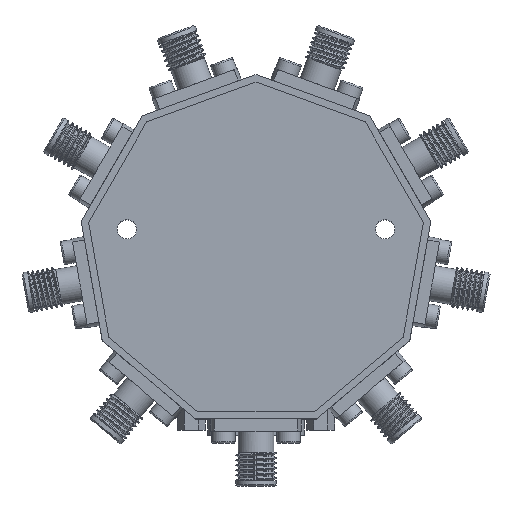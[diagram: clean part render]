
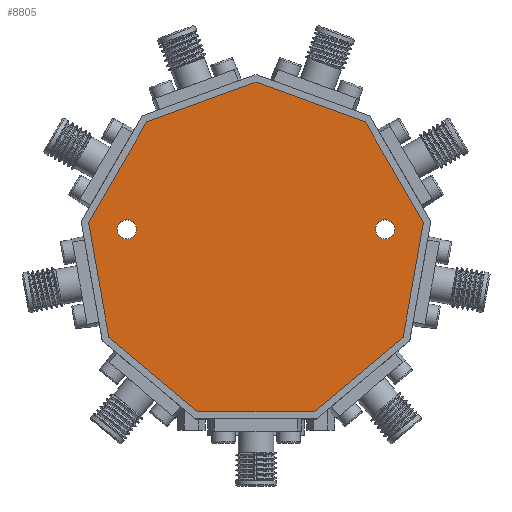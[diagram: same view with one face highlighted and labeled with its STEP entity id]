
A CAD part, top view. The second image highlights one B-rep face of the part: STEP entity #8805.
In plain terms, the highlighted planar face has unit normal (0, 0, 1).
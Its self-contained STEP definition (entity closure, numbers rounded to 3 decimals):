
#874 = DIRECTION ( 'NONE',  ( 1., 0., 0. ) ) ;
#1645 = DIRECTION ( 'NONE',  ( 0., 0., 1. ) ) ;
#2832 = VERTEX_POINT ( 'NONE', #35613 ) ;
#3511 = VECTOR ( 'NONE', #40351, 1000. ) ;
#3822 = CIRCLE ( 'NONE', #36573, 1.35 ) ;
#4993 = EDGE_CURVE ( 'NONE', #15307, #7241, #30149, .T. ) ;
#5110 = DIRECTION ( 'NONE',  ( 0., 0., 1. ) ) ;
#5466 = EDGE_CURVE ( 'NONE', #56371, #35443, #36377, .T. ) ;
#5511 = EDGE_CURVE ( 'NONE', #15608, #27335, #46041, .T. ) ;
#5613 = CARTESIAN_POINT ( 'NONE',  ( -4.953, 9.311, 16. ) ) ;
#7241 = VERTEX_POINT ( 'NONE', #29844 ) ;
#7374 = VERTEX_POINT ( 'NONE', #44666 ) ;
#7590 = ORIENTED_EDGE ( 'NONE', *, *, #5466, .T. ) ;
#8474 = DIRECTION ( 'NONE',  ( 1., 0., 0. ) ) ;
#8805 = ADVANCED_FACE ( 'NONE', ( #27747, #32861, #24036 ), #45436, .T. ) ;
#9444 = EDGE_CURVE ( 'NONE', #7374, #15608, #43639, .T. ) ;
#9884 = EDGE_LOOP ( 'NONE', ( #43344, #27278, #54422, #41906, #7590, #50400, #38858, #20319, #32648 ) ) ;
#10122 = CARTESIAN_POINT ( 'NONE',  ( -6.375, 17.373, 16. ) ) ;
#10853 = EDGE_LOOP ( 'NONE', ( #35216, #16429 ) ) ;
#10877 = CARTESIAN_POINT ( 'NONE',  ( 34.025, 16.422, 16. ) ) ;
#11162 = EDGE_CURVE ( 'NONE', #7241, #15307, #46103, .T. ) ;
#12389 = EDGE_CURVE ( 'NONE', #18730, #53035, #41548, .T. ) ;
#13859 = EDGE_CURVE ( 'NONE', #35443, #52094, #22959, .T. ) ;
#14271 = CARTESIAN_POINT ( 'NONE',  ( 17.198, 37.153, 16. ) ) ;
#14406 = CARTESIAN_POINT ( 'NONE',  ( -2.281, 24.463, 16. ) ) ;
#14420 = CARTESIAN_POINT ( 'NONE',  ( -2.329, 16.422, 16. ) ) ;
#15307 = VERTEX_POINT ( 'NONE', #10877 ) ;
#15608 = VERTEX_POINT ( 'NONE', #27929 ) ;
#16391 = DIRECTION ( 'NONE',  ( 0.174, 0.985, 0. ) ) ;
#16429 = ORIENTED_EDGE ( 'NONE', *, *, #45650, .F. ) ;
#16842 = CARTESIAN_POINT ( 'NONE',  ( 36.676, 24.463, 16. ) ) ;
#17126 = VECTOR ( 'NONE', #46402, 1000. ) ;
#17391 = CARTESIAN_POINT ( 'NONE',  ( 35.375, 16.422, 16. ) ) ;
#17876 = LINE ( 'NONE', #5613, #30818 ) ;
#18730 = VERTEX_POINT ( 'NONE', #14420 ) ;
#19142 = ORIENTED_EDGE ( 'NONE', *, *, #11162, .F. ) ;
#20141 = VECTOR ( 'NONE', #45204, 1000. ) ;
#20319 = ORIENTED_EDGE ( 'NONE', *, *, #30920, .T. ) ;
#20753 = DIRECTION ( 'NONE',  ( 0.766, -0.643, 0. ) ) ;
#21811 = CARTESIAN_POINT ( 'NONE',  ( -3.531, 1.249, 16. ) ) ;
#22141 = CARTESIAN_POINT ( 'NONE',  ( 1.812, 31.553, 16. ) ) ;
#22145 = DIRECTION ( 'NONE',  ( 0., 0., 1. ) ) ;
#22959 = LINE ( 'NONE', #14406, #3511 ) ;
#22987 = DIRECTION ( 'NONE',  ( 0.174, -0.985, 0. ) ) ;
#23361 = AXIS2_PLACEMENT_3D ( 'NONE', #28418, #23605, #54672 ) ;
#23605 = DIRECTION ( 'NONE',  ( 0., 0., 1. ) ) ;
#24036 = FACE_OUTER_BOUND ( 'NONE', #9884, .T. ) ;
#25002 = EDGE_CURVE ( 'NONE', #2832, #7374, #37275, .T. ) ;
#25673 = VERTEX_POINT ( 'NONE', #37417 ) ;
#26237 = AXIS2_PLACEMENT_3D ( 'NONE', #53981, #44882, #53430 ) ;
#27117 = CARTESIAN_POINT ( 'NONE',  ( 40.77, 17.373, 16. ) ) ;
#27278 = ORIENTED_EDGE ( 'NONE', *, *, #5511, .T. ) ;
#27335 = VERTEX_POINT ( 'NONE', #27117 ) ;
#27577 = EDGE_CURVE ( 'NONE', #52094, #46762, #17876, .T. ) ;
#27747 = FACE_BOUND ( 'NONE', #36313, .T. ) ;
#27806 = CARTESIAN_POINT ( 'NONE',  ( -0.979, 16.422, 16. ) ) ;
#27929 = CARTESIAN_POINT ( 'NONE',  ( 37.927, 1.249, 16. ) ) ;
#28323 = EDGE_CURVE ( 'NONE', #25673, #56371, #45079, .T. ) ;
#28418 = CARTESIAN_POINT ( 'NONE',  ( 35.375, 16.422, 16. ) ) ;
#28498 = CARTESIAN_POINT ( 'NONE',  ( 24.89, 34.353, 16. ) ) ;
#29844 = CARTESIAN_POINT ( 'NONE',  ( 36.725, 16.422, 16. ) ) ;
#30132 = CARTESIAN_POINT ( 'NONE',  ( 2.74, -4.013, 16. ) ) ;
#30149 = CIRCLE ( 'NONE', #48352, 1.35 ) ;
#30818 = VECTOR ( 'NONE', #22987, 1000. ) ;
#30920 = EDGE_CURVE ( 'NONE', #46762, #2832, #42418, .T. ) ;
#31475 = AXIS2_PLACEMENT_3D ( 'NONE', #27806, #1645, #35548 ) ;
#32213 = DIRECTION ( 'NONE',  ( -0.94, 0.342, 0. ) ) ;
#32648 = ORIENTED_EDGE ( 'NONE', *, *, #25002, .T. ) ;
#32861 = FACE_BOUND ( 'NONE', #10853, .T. ) ;
#35216 = ORIENTED_EDGE ( 'NONE', *, *, #12389, .F. ) ;
#35443 = VERTEX_POINT ( 'NONE', #22141 ) ;
#35548 = DIRECTION ( 'NONE',  ( 1., 0., 0. ) ) ;
#35613 = CARTESIAN_POINT ( 'NONE',  ( 9.011, -9.276, 16. ) ) ;
#36313 = EDGE_LOOP ( 'NONE', ( #43838, #19142 ) ) ;
#36377 = LINE ( 'NONE', #53760, #20141 ) ;
#36573 = AXIS2_PLACEMENT_3D ( 'NONE', #52650, #22145, #8474 ) ;
#37275 = LINE ( 'NONE', #54376, #53476 ) ;
#37417 = CARTESIAN_POINT ( 'NONE',  ( 32.583, 31.553, 16. ) ) ;
#37944 = CARTESIAN_POINT ( 'NONE',  ( 0.371, 16.422, 16. ) ) ;
#38193 = VECTOR ( 'NONE', #32213, 1000. ) ;
#38248 = LINE ( 'NONE', #16842, #49891 ) ;
#38290 = VECTOR ( 'NONE', #20753, 1000. ) ;
#38343 = VECTOR ( 'NONE', #16391, 1000. ) ;
#38858 = ORIENTED_EDGE ( 'NONE', *, *, #27577, .T. ) ;
#40351 = DIRECTION ( 'NONE',  ( -0.5, -0.866, 0. ) ) ;
#41548 = CIRCLE ( 'NONE', #31475, 1.35 ) ;
#41779 = CARTESIAN_POINT ( 'NONE',  ( 39.348, 9.311, 16. ) ) ;
#41906 = ORIENTED_EDGE ( 'NONE', *, *, #28323, .T. ) ;
#42418 = LINE ( 'NONE', #30132, #38290 ) ;
#43344 = ORIENTED_EDGE ( 'NONE', *, *, #9444, .T. ) ;
#43639 = LINE ( 'NONE', #46106, #17126 ) ;
#43838 = ORIENTED_EDGE ( 'NONE', *, *, #4993, .F. ) ;
#44666 = CARTESIAN_POINT ( 'NONE',  ( 25.384, -9.276, 16. ) ) ;
#44882 = DIRECTION ( 'NONE',  ( 0., 0., 1. ) ) ;
#45079 = LINE ( 'NONE', #28498, #38193 ) ;
#45204 = DIRECTION ( 'NONE',  ( -0.94, -0.342, 0. ) ) ;
#45436 = PLANE ( 'NONE',  #26237 ) ;
#45650 = EDGE_CURVE ( 'NONE', #53035, #18730, #3822, .T. ) ;
#46041 = LINE ( 'NONE', #41779, #38343 ) ;
#46103 = CIRCLE ( 'NONE', #23361, 1.35 ) ;
#46106 = CARTESIAN_POINT ( 'NONE',  ( 31.655, -4.013, 16. ) ) ;
#46402 = DIRECTION ( 'NONE',  ( 0.766, 0.643, 0. ) ) ;
#46762 = VERTEX_POINT ( 'NONE', #21811 ) ;
#48352 = AXIS2_PLACEMENT_3D ( 'NONE', #17391, #5110, #874 ) ;
#49891 = VECTOR ( 'NONE', #55621, 1000. ) ;
#50400 = ORIENTED_EDGE ( 'NONE', *, *, #13859, .T. ) ;
#50663 = DIRECTION ( 'NONE',  ( 1., 0., 0. ) ) ;
#52094 = VERTEX_POINT ( 'NONE', #10122 ) ;
#52650 = CARTESIAN_POINT ( 'NONE',  ( -0.979, 16.422, 16. ) ) ;
#53035 = VERTEX_POINT ( 'NONE', #37944 ) ;
#53430 = DIRECTION ( 'NONE',  ( 1., 0., 0. ) ) ;
#53476 = VECTOR ( 'NONE', #50663, 1000. ) ;
#53760 = CARTESIAN_POINT ( 'NONE',  ( 9.505, 34.353, 16. ) ) ;
#53981 = CARTESIAN_POINT ( 'NONE',  ( 0., 0., 16. ) ) ;
#54376 = CARTESIAN_POINT ( 'NONE',  ( 17.198, -9.276, 16. ) ) ;
#54422 = ORIENTED_EDGE ( 'NONE', *, *, #54534, .T. ) ;
#54534 = EDGE_CURVE ( 'NONE', #27335, #25673, #38248, .T. ) ;
#54672 = DIRECTION ( 'NONE',  ( 1., 0., 0. ) ) ;
#55621 = DIRECTION ( 'NONE',  ( -0.5, 0.866, 0. ) ) ;
#56371 = VERTEX_POINT ( 'NONE', #14271 ) ;
